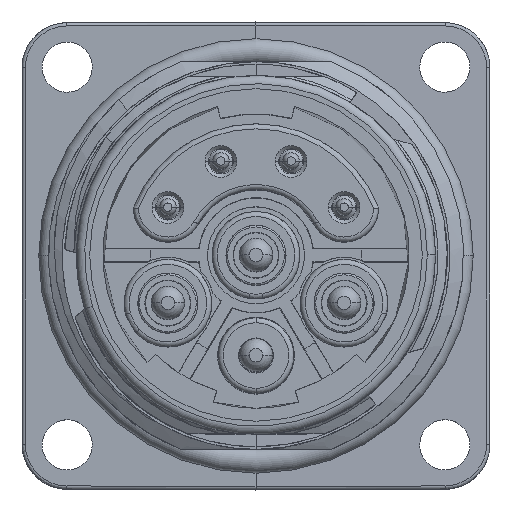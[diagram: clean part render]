
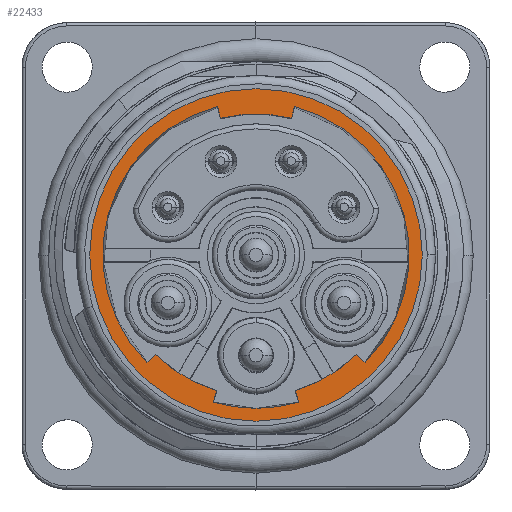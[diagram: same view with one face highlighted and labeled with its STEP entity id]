
A CAD part, top view. The second image highlights one B-rep face of the part: STEP entity #22433.
In plain terms, the highlighted planar face has unit normal (0, 0, 1).
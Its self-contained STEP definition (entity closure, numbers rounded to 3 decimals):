
#2897=CARTESIAN_POINT('',(0.,0.,50.95));
#2898=DIRECTION('',(0.,0.,1.));
#2899=DIRECTION('',(0.,-1.,0.));
#2900=AXIS2_PLACEMENT_3D('',#2897,#2898,#2899);
#2902=DIRECTION('',(0.279,-0.96,0.));
#2903=VECTOR('',#2902,0.726);
#2904=CARTESIAN_POINT('',(2.356,-8.115,50.95));
#2905=LINE('',#2904,#2903);
#2906=CARTESIAN_POINT('',(0.,0.,50.95));
#2907=DIRECTION('',(0.,0.,-1.));
#2908=DIRECTION('',(0.711,-0.703,0.));
#2909=AXIS2_PLACEMENT_3D('',#2906,#2907,#2908);
#2911=DIRECTION('',(-0.711,0.703,0.));
#2912=VECTOR('',#2911,0.726);
#2913=CARTESIAN_POINT('',(6.523,-6.454,50.95));
#2914=LINE('',#2913,#2912);
#2915=DIRECTION('',(0.251,0.968,0.));
#2916=VECTOR('',#2915,0.726);
#2917=CARTESIAN_POINT('',(2.124,8.179,50.95));
#2918=LINE('',#2917,#2916);
#2919=CARTESIAN_POINT('',(0.,0.,50.95));
#2920=DIRECTION('',(0.,0.,-1.));
#2921=DIRECTION('',(-0.251,0.968,0.));
#2922=AXIS2_PLACEMENT_3D('',#2919,#2920,#2921);
#2924=DIRECTION('',(0.251,-0.968,0.));
#2925=VECTOR('',#2924,0.726);
#2926=CARTESIAN_POINT('',(-2.307,8.882,50.95));
#2927=LINE('',#2926,#2925);
#2928=DIRECTION('',(-0.711,-0.703,0.));
#2929=VECTOR('',#2928,0.726);
#2930=CARTESIAN_POINT('',(-6.007,-5.943,50.95));
#2931=LINE('',#2930,#2929);
#2932=CARTESIAN_POINT('',(0.,0.,50.95));
#2933=DIRECTION('',(0.,0.,-1.));
#2934=DIRECTION('',(-0.279,-0.96,0.));
#2935=AXIS2_PLACEMENT_3D('',#2932,#2933,#2934);
#2937=DIRECTION('',(0.279,0.96,0.));
#2938=VECTOR('',#2937,0.726);
#2939=CARTESIAN_POINT('',(-2.559,-8.812,50.95));
#2940=LINE('',#2939,#2938);
#2941=CARTESIAN_POINT('',(0.,0.,50.95));
#2942=DIRECTION('',(0.,0.,-1.));
#2943=DIRECTION('',(0.,-1.,0.));
#2944=AXIS2_PLACEMENT_3D('',#2941,#2942,#2943);
#2963=CARTESIAN_POINT('',(0.,0.,50.95));
#2964=DIRECTION('',(0.,0.,-1.));
#2965=DIRECTION('',(0.279,-0.96,0.));
#2966=AXIS2_PLACEMENT_3D('',#2963,#2964,#2965);
#3352=CARTESIAN_POINT('',(0.,0.,50.95));
#3353=DIRECTION('',(0.,0.,-1.));
#3354=DIRECTION('',(-0.711,-0.703,0.));
#3355=AXIS2_PLACEMENT_3D('',#3352,#3353,#3354);
#3407=CARTESIAN_POINT('',(0.,0.,50.95));
#3408=DIRECTION('',(0.,0.,1.));
#3409=DIRECTION('',(0.711,-0.703,0.));
#3410=AXIS2_PLACEMENT_3D('',#3407,#3408,#3409);
#18028=CARTESIAN_POINT('',(-2.124,8.179,50.95));
#18029=CARTESIAN_POINT('',(2.124,8.179,50.95));
#18030=VERTEX_POINT('',#18028);
#18031=VERTEX_POINT('',#18029);
#18032=CARTESIAN_POINT('',(-2.356,-8.115,50.95));
#18033=CARTESIAN_POINT('',(-6.007,-5.943,50.95));
#18034=VERTEX_POINT('',#18032);
#18035=VERTEX_POINT('',#18033);
#18036=CARTESIAN_POINT('',(6.007,-5.943,50.95));
#18037=CARTESIAN_POINT('',(2.356,-8.115,50.95));
#18038=VERTEX_POINT('',#18036);
#18039=VERTEX_POINT('',#18037);
#18080=CARTESIAN_POINT('',(-2.307,8.882,50.95));
#18082=VERTEX_POINT('',#18080);
#18084=CARTESIAN_POINT('',(-2.559,-8.812,50.95));
#18086=VERTEX_POINT('',#18084);
#18088=CARTESIAN_POINT('',(-6.523,-6.454,50.95));
#18090=VERTEX_POINT('',#18088);
#18098=CARTESIAN_POINT('',(2.307,8.882,50.95));
#18099=VERTEX_POINT('',#18098);
#18100=CARTESIAN_POINT('',(6.523,-6.454,50.95));
#18101=VERTEX_POINT('',#18100);
#18102=CARTESIAN_POINT('',(2.559,-8.812,50.95));
#18103=VERTEX_POINT('',#18102);
#18212=CARTESIAN_POINT('',(0.,-9.95,50.95));
#18213=CARTESIAN_POINT('',(0.,9.95,50.95));
#18214=VERTEX_POINT('',#18212);
#18215=VERTEX_POINT('',#18213);
#22397=CARTESIAN_POINT('',(0.,0.,50.95));
#22398=DIRECTION('',(0.,0.,-1.));
#22399=DIRECTION('',(0.,1.,0.));
#22400=AXIS2_PLACEMENT_3D('',#22397,#22398,#22399);
#22401=PLANE('',#22400);
#22403=ORIENTED_EDGE('',*,*,#22402,.T.);
#22404=ORIENTED_EDGE('',*,*,#22387,.F.);
#22405=EDGE_LOOP('',(#22403,#22404));
#22406=FACE_OUTER_BOUND('',#22405,.F.);
#22408=ORIENTED_EDGE('',*,*,#22407,.F.);
#22410=ORIENTED_EDGE('',*,*,#22409,.F.);
#22412=ORIENTED_EDGE('',*,*,#22411,.F.);
#22414=ORIENTED_EDGE('',*,*,#22413,.F.);
#22416=ORIENTED_EDGE('',*,*,#22415,.T.);
#22418=ORIENTED_EDGE('',*,*,#22417,.F.);
#22420=ORIENTED_EDGE('',*,*,#22419,.F.);
#22422=ORIENTED_EDGE('',*,*,#22421,.F.);
#22424=ORIENTED_EDGE('',*,*,#22423,.F.);
#22426=ORIENTED_EDGE('',*,*,#22425,.F.);
#22428=ORIENTED_EDGE('',*,*,#22427,.F.);
#22430=ORIENTED_EDGE('',*,*,#22429,.F.);
#22431=EDGE_LOOP('',(#22408,#22410,#22412,#22414,#22416,#22418,#22420,#22422,
#22424,#22426,#22428,#22430));
#22432=FACE_BOUND('',#22431,.F.);
#22433=ADVANCED_FACE('',(#22406,#22432),#22401,.F.);
#2901=CIRCLE('',#2900,9.95);
#2910=CIRCLE('',#2909,8.45);
#2923=CIRCLE('',#2922,8.45);
#2936=CIRCLE('',#2935,8.45);
#2945=CIRCLE('',#2944,9.95);
#2967=CIRCLE('',#2966,9.176);
#3356=CIRCLE('',#3355,9.176);
#3411=CIRCLE('',#3410,9.176);
#22387=EDGE_CURVE('',#18214,#18215,#2901,.T.);
#22402=EDGE_CURVE('',#18214,#18215,#2945,.T.);
#22407=EDGE_CURVE('',#18103,#18086,#2967,.T.);
#22409=EDGE_CURVE('',#18039,#18103,#2905,.T.);
#22411=EDGE_CURVE('',#18038,#18039,#2910,.T.);
#22413=EDGE_CURVE('',#18101,#18038,#2914,.T.);
#22415=EDGE_CURVE('',#18101,#18099,#3411,.T.);
#22417=EDGE_CURVE('',#18031,#18099,#2918,.T.);
#22419=EDGE_CURVE('',#18030,#18031,#2923,.T.);
#22421=EDGE_CURVE('',#18082,#18030,#2927,.T.);
#22423=EDGE_CURVE('',#18090,#18082,#3356,.T.);
#22425=EDGE_CURVE('',#18035,#18090,#2931,.T.);
#22427=EDGE_CURVE('',#18034,#18035,#2936,.T.);
#22429=EDGE_CURVE('',#18086,#18034,#2940,.T.);
